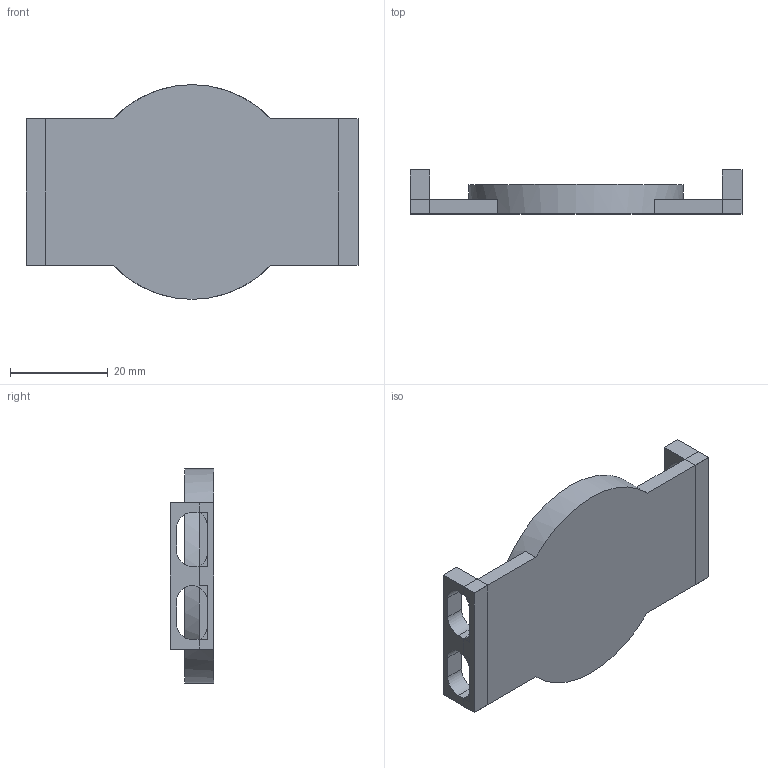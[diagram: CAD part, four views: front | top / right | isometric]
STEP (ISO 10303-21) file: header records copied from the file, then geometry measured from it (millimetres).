
FILE_DESCRIPTION(/* description */ ('','CAx-IF Rec.Pracs.---Representation and Presentation of Product Manufacturing Information (PMI)---4.0---2014-10-13'),/* implementation_level */ '2;1');
FILE_NAME(/* name */ 'lev fluid v1.step',/* time_stamp */ '2024-12-24T11:38:11+05:00',/* author */ (''),/* organization */ (''),/* preprocessor_version */ 'ST-DEVELOPER v20',/* originating_system */ 'Autodesk Translation Framework v13.20.0.188',/* authorisation */ '');
FILE_SCHEMA (('AP242_MANAGED_MODEL_BASED_3D_ENGINEERING_MIM_LF { 1 0 10303 442 1 1 4 }'));
Length unit declared in the file: millimetre
Products named in the file (1): lev fluid
Bounding box: 68 x 9 x 44 mm (x, y, z)
Volume: 8992.5 mm3; surface area: 7714.7 mm2
Topology: 3 solids, 3 shells, 71 faces, 192 edges, 128 vertices
Faces by surface type: plane 52, cylinder 18, torus 1
Full cylindrical faces by diameter (mm): 38 x1, 44 x1
Entity records: 2276 total; most frequent: CARTESIAN_POINT 392, ORIENTED_EDGE 384, DIRECTION 379, EDGE_CURVE 192, LINE 149, VECTOR 149, VERTEX_POINT 128, AXIS2_PLACEMENT_3D 115
